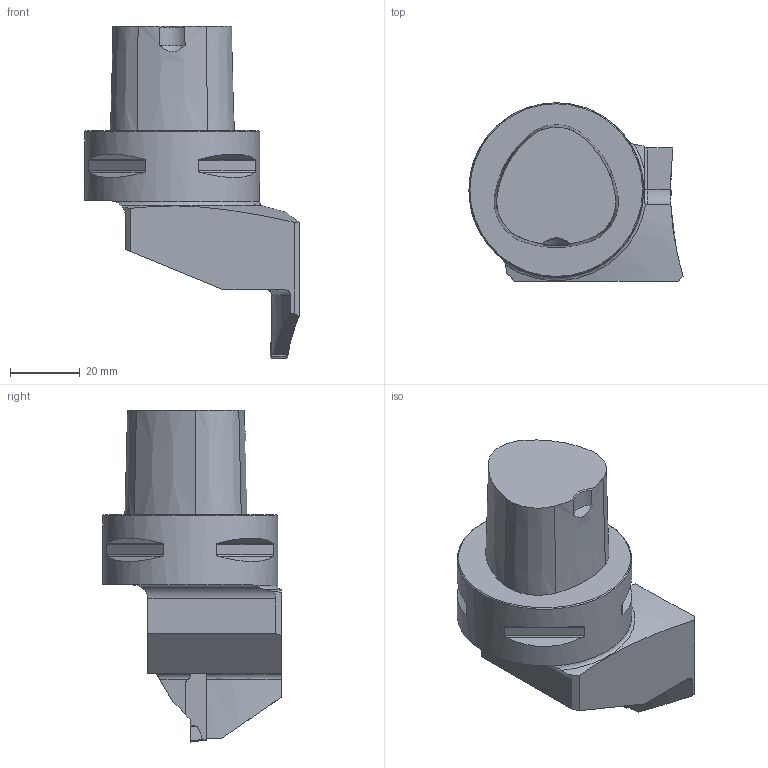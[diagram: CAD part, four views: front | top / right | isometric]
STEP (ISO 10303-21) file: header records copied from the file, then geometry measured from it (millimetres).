
FILE_DESCRIPTION(/* description */ (''),/* implementation_level */ '2;1');
FILE_NAME(/* name */ 'TOOLASSEMBLY_1.STP',/* time_stamp */ '2024-08-27T08:46:29+02:00',/* author */ (''),/* organization */ ('SMS'),/* preprocessor_version */ 'ST-DEVELOPER v16.7',/* originating_system */ 'SIEMENS PLM Software NX 12.0',/* authorisation */ '');
FILE_SCHEMA (('AUTOMOTIVE_DESIGN { 1 0 10303 214 3 1 1 1 }'));
Length unit declared in the file: millimetre
Products named in the file (4): ASSEMBLY_CONSTRUCTION; CUT_20240827084414; NOCUT_20240827084328; TOOLASSEMBLY_1
Assembly tree (3 placements, depth 2):
  TOOLASSEMBLY_1
    NOCUT_20240827084328
    CUT_20240827084414
    ASSEMBLY_CONSTRUCTION
Bounding box: 61.29 x 51 x 95 mm (x, y, z)
Volume: 105595.6 mm3; surface area: 16236.4 mm2
Topology: 2 solids, 2 shells, 100 faces, 272 edges, 186 vertices
Faces by surface type: plane 59, cylinder 23, cone 11, extrusion 4, torus 3
Full cylindrical faces by diameter (mm): 50 x1
Entity records: 4541 total; most frequent: CARTESIAN_POINT 1900, ORIENTED_EDGE 534, DIRECTION 500, EDGE_CURVE 267, VERTEX_POINT 178, AXIS2_PLACEMENT_3D 176, VECTOR 148, LINE 144
